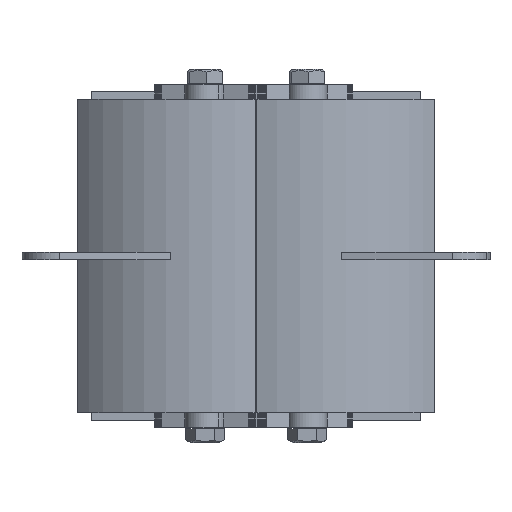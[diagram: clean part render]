
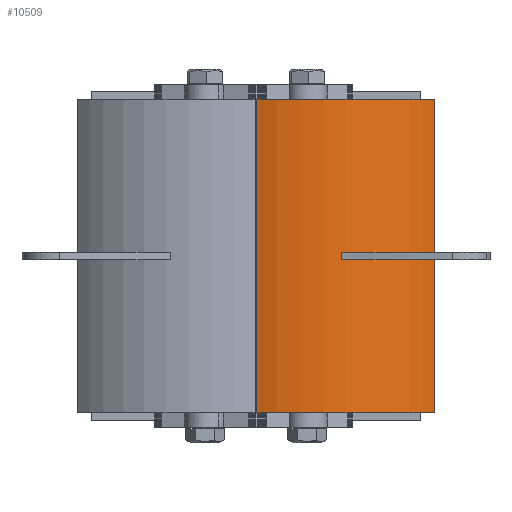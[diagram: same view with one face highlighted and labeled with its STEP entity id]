
A CAD part, front view. The second image highlights one B-rep face of the part: STEP entity #10509.
In plain terms, the highlighted free-form (B-spline) face has degree [2, 1] with [3, 2] control points.
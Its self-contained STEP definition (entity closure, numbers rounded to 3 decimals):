
#10509 = ADVANCED_FACE('',(#10510),#10542,.T.);
#10510 = FACE_BOUND('',#10511,.T.);
#10511 = EDGE_LOOP('',(#10512,#10522,#10529,#10537));
#10512 = ORIENTED_EDGE('',*,*,#10513,.F.);
#10513 = EDGE_CURVE('',#10514,#10516,#10518,.T.);
#10514 = VERTEX_POINT('',#10515);
#10515 = CARTESIAN_POINT('',(-0.068,-379.782,
    264.189));
#10516 = VERTEX_POINT('',#10517);
#10517 = CARTESIAN_POINT('',(301.305,-293.687,
    264.189));
#10518 = ( BOUNDED_CURVE() B_SPLINE_CURVE(2,(#10519,#10520,#10521),
.UNSPECIFIED.,.F.,.F.) B_SPLINE_CURVE_WITH_KNOTS((3,3),(4.41,
5.585),.PIECEWISE_BEZIER_KNOTS.) CURVE() 
GEOMETRIC_REPRESENTATION_ITEM() RATIONAL_B_SPLINE_CURVE((1.,
0.832,1.)) REPRESENTATION_ITEM('') );
#10519 = CARTESIAN_POINT('',(-0.068,-379.782,
    264.189));
#10520 = CARTESIAN_POINT('',(179.303,-437.142,
    264.189));
#10521 = CARTESIAN_POINT('',(301.305,-293.687,
    264.189));
#10522 = ORIENTED_EDGE('',*,*,#10523,.F.);
#10523 = EDGE_CURVE('',#10524,#10514,#10526,.T.);
#10524 = VERTEX_POINT('',#10525);
#10525 = CARTESIAN_POINT('',(-0.068,-379.782,
    -264.189));
#10526 = B_SPLINE_CURVE_WITH_KNOTS('',1,(#10527,#10528),.UNSPECIFIED.,
  .F.,.F.,(2,2),(0.,430.),.PIECEWISE_BEZIER_KNOTS.);
#10527 = CARTESIAN_POINT('',(-0.068,-379.782,
    -264.189));
#10528 = CARTESIAN_POINT('',(-0.068,-379.782,
    264.189));
#10529 = ORIENTED_EDGE('',*,*,#10530,.T.);
#10530 = EDGE_CURVE('',#10524,#10531,#10533,.T.);
#10531 = VERTEX_POINT('',#10532);
#10532 = CARTESIAN_POINT('',(301.305,-293.687,
    -264.189));
#10533 = ( BOUNDED_CURVE() B_SPLINE_CURVE(2,(#10534,#10535,#10536),
.UNSPECIFIED.,.F.,.F.) B_SPLINE_CURVE_WITH_KNOTS((3,3),(4.41,
5.585),.PIECEWISE_BEZIER_KNOTS.) CURVE() 
GEOMETRIC_REPRESENTATION_ITEM() RATIONAL_B_SPLINE_CURVE((1.,
0.832,1.)) REPRESENTATION_ITEM('') );
#10534 = CARTESIAN_POINT('',(-0.068,-379.782,
    -264.189));
#10535 = CARTESIAN_POINT('',(179.303,-437.142,
    -264.189));
#10536 = CARTESIAN_POINT('',(301.305,-293.687,
    -264.189));
#10537 = ORIENTED_EDGE('',*,*,#10538,.F.);
#10538 = EDGE_CURVE('',#10516,#10531,#10539,.T.);
#10539 = B_SPLINE_CURVE_WITH_KNOTS('',1,(#10540,#10541),.UNSPECIFIED.,
  .F.,.F.,(2,2),(0.,430.),.PIECEWISE_BEZIER_KNOTS.);
#10540 = CARTESIAN_POINT('',(301.305,-293.687,
    264.189));
#10541 = CARTESIAN_POINT('',(301.305,-293.687,
    -264.189));
#10542 = ( BOUNDED_SURFACE() B_SPLINE_SURFACE(2,1,(
    (#10543,#10544)
    ,(#10545,#10546)
    ,(#10547,#10548
)),.UNSPECIFIED.,.F.,.F.,.F.) B_SPLINE_SURFACE_WITH_KNOTS((3,3),(2,2),(
    3.84,5.015),(0.,430.),.PIECEWISE_BEZIER_KNOTS.) 
GEOMETRIC_REPRESENTATION_ITEM() RATIONAL_B_SPLINE_SURFACE((
    (1.,1.)
    ,(0.832,0.832)
,(1.,1.))) REPRESENTATION_ITEM('') SURFACE() );
#10543 = CARTESIAN_POINT('',(301.305,-293.687,
    264.189));
#10544 = CARTESIAN_POINT('',(301.305,-293.687,
    -264.189));
#10545 = CARTESIAN_POINT('',(179.303,-437.142,
    264.189));
#10546 = CARTESIAN_POINT('',(179.303,-437.142,
    -264.189));
#10547 = CARTESIAN_POINT('',(-0.068,-379.782,
    264.189));
#10548 = CARTESIAN_POINT('',(-0.068,-379.782,
    -264.189));
